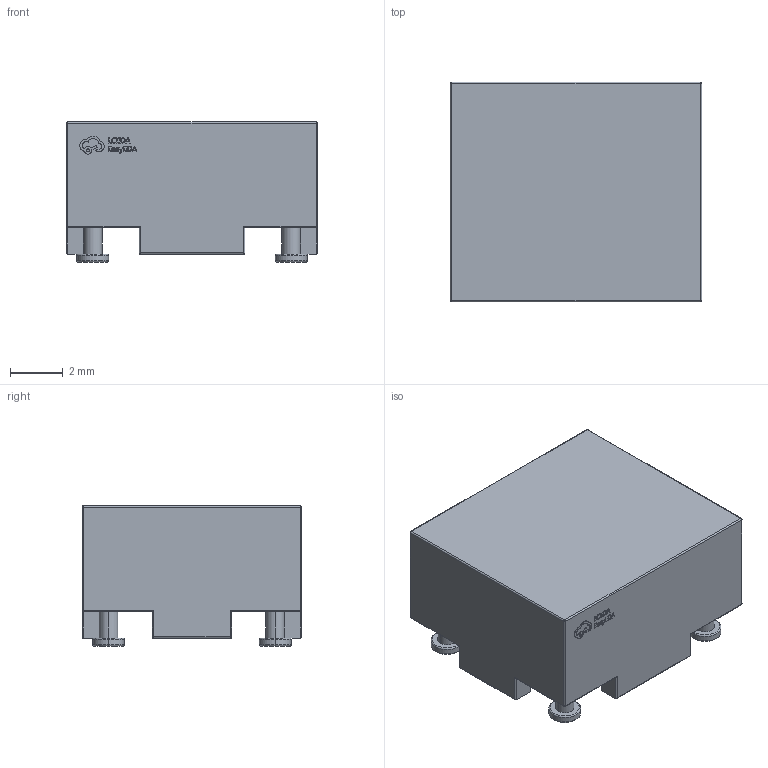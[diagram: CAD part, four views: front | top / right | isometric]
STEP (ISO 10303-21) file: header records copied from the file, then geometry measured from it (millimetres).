
FILE_DESCRIPTION (( 'STEP AP214' ), '1' );
FILE_NAME ('FILTER-SMD_4P-L9.5-W8.3_PSMCAQ1050-222P.STEP', '2023-04-20T07:26:14', ( 'PC' ), ( 'Microsoft' ), 'SwSTEP 2.0', 'SolidWorks 2020', '' );
FILE_SCHEMA (( 'AUTOMOTIVE_DESIGN' ));
Length unit declared in the file: millimetre
Products named in the file (1): FILTER-SMD_4P-L9.5-W8.3_PSMCAQ1050-222P
Bounding box: 9.5 x 8.31 x 5.3 mm (x, y, z)
Volume: 246.3 mm3; surface area: 729.2 mm2
Topology: 28 solids, 28 shells, 796 faces, 1903 edges, 1130 vertices
Faces by surface type: cylinder 280, torus 240, plane 170, bspline 98, sphere 8
Entity records: 32608 total; most frequent: CARTESIAN_POINT 5176, DIRECTION 3973, ORIENTED_EDGE 3790, EDGE_CURVE 1895, AXIS2_PLACEMENT_3D 1595, VERTEX_POINT 1130, CIRCLE 896, UNCERTAINTY_MEASURE_WITH_UNIT 826
